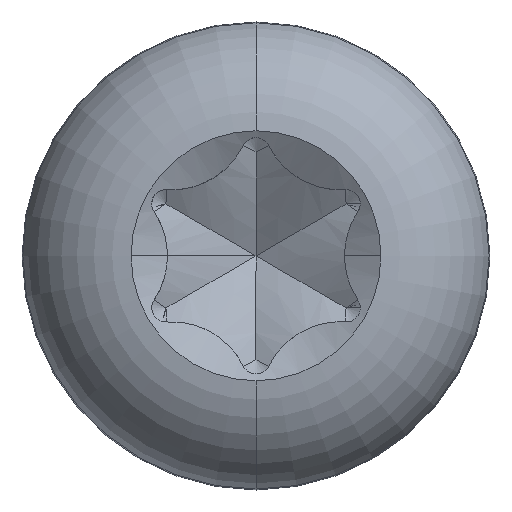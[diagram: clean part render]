
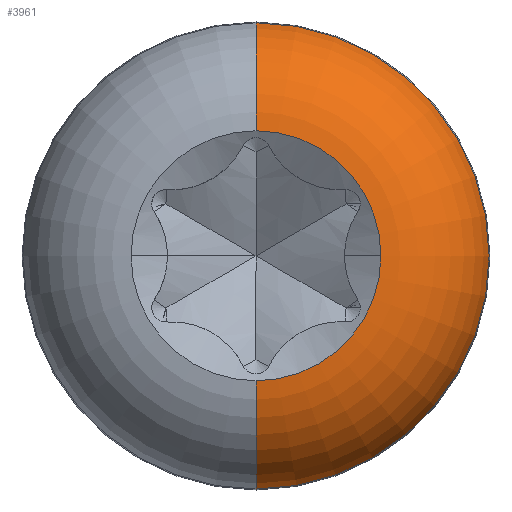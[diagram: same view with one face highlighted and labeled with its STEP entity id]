
A CAD part, top view. The second image highlights one B-rep face of the part: STEP entity #3961.
In plain terms, the highlighted toroidal (fillet/blend) face has major radius 1.415 mm and minor radius 1.407 mm.
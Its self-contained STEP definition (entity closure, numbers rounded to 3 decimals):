
#68 = AXIS2_PLACEMENT_3D ( 'NONE', #710, #2878, #365 ) ;
#150 = ORIENTED_EDGE ( 'NONE', *, *, #254, .T. ) ;
#254 = EDGE_CURVE ( 'NONE', #4494, #341, #1256, .T. ) ;
#336 = CARTESIAN_POINT ( 'NONE',  ( 0., 1.415, 6.993 ) ) ;
#341 = VERTEX_POINT ( 'NONE', #1165 ) ;
#365 = DIRECTION ( 'NONE',  ( 0., 0., 1. ) ) ;
#439 = CARTESIAN_POINT ( 'NONE',  ( 0., 0., 7.292 ) ) ;
#451 = CARTESIAN_POINT ( 'NONE',  ( 0., -1.496, 8.398 ) ) ;
#495 = CIRCLE ( 'NONE', #1790, 1.496 ) ;
#551 = DIRECTION ( 'NONE',  ( 0., 0., 1. ) ) ;
#643 = TOROIDAL_SURFACE ( 'NONE', #4192, 1.415, 1.407 ) ;
#703 = CIRCLE ( 'NONE', #68, 1.407 ) ;
#710 = CARTESIAN_POINT ( 'NONE',  ( 0., -1.415, 6.993 ) ) ;
#795 = AXIS2_PLACEMENT_3D ( 'NONE', #3786, #551, #1994 ) ;
#797 = DIRECTION ( 'NONE',  ( 0., 0., 1. ) ) ;
#877 = EDGE_CURVE ( 'NONE', #4628, #1563, #3794, .T. ) ;
#1165 = CARTESIAN_POINT ( 'NONE',  ( 0., 2.79, 7.292 ) ) ;
#1196 = ORIENTED_EDGE ( 'NONE', *, *, #4541, .T. ) ;
#1256 = CIRCLE ( 'NONE', #1741, 2.79 ) ;
#1480 = DIRECTION ( 'NONE',  ( 0., 1., 0. ) ) ;
#1550 = CIRCLE ( 'NONE', #4385, 1.407 ) ;
#1563 = VERTEX_POINT ( 'NONE', #1715 ) ;
#1675 = ORIENTED_EDGE ( 'NONE', *, *, #4173, .F. ) ;
#1715 = CARTESIAN_POINT ( 'NONE',  ( 0., 1.496, 8.398 ) ) ;
#1741 = AXIS2_PLACEMENT_3D ( 'NONE', #439, #797, #4009 ) ;
#1790 = AXIS2_PLACEMENT_3D ( 'NONE', #2787, #2404, #3891 ) ;
#1994 = DIRECTION ( 'NONE',  ( -1., 0., 0. ) ) ;
#2384 = DIRECTION ( 'NONE',  ( 0., 0., 1. ) ) ;
#2391 = CARTESIAN_POINT ( 'NONE',  ( 0., 0., 6.993 ) ) ;
#2404 = DIRECTION ( 'NONE',  ( 0., 0., 1. ) ) ;
#2462 = ORIENTED_EDGE ( 'NONE', *, *, #877, .F. ) ;
#2551 = EDGE_LOOP ( 'NONE', ( #150, #1196, #2462, #3505, #1675 ) ) ;
#2558 = CARTESIAN_POINT ( 'NONE',  ( 1.496, 0., 8.398 ) ) ;
#2593 = DIRECTION ( 'NONE',  ( 1., 0., 0. ) ) ;
#2787 = CARTESIAN_POINT ( 'NONE',  ( 0., 0., 8.398 ) ) ;
#2878 = DIRECTION ( 'NONE',  ( -1., 0., 0. ) ) ;
#3090 = DIRECTION ( 'NONE',  ( 0., -1., 0. ) ) ;
#3505 = ORIENTED_EDGE ( 'NONE', *, *, #4089, .F. ) ;
#3786 = CARTESIAN_POINT ( 'NONE',  ( 0., 0., 8.398 ) ) ;
#3794 = CIRCLE ( 'NONE', #795, 1.496 ) ;
#3891 = DIRECTION ( 'NONE',  ( -1., 0., 0. ) ) ;
#3944 = CARTESIAN_POINT ( 'NONE',  ( 0., -2.79, 7.292 ) ) ;
#3961 = ADVANCED_FACE ( 'NONE', ( #4577 ), #643, .T. ) ;
#4009 = DIRECTION ( 'NONE',  ( 0., -1., 0. ) ) ;
#4089 = EDGE_CURVE ( 'NONE', #4333, #4628, #495, .T. ) ;
#4173 = EDGE_CURVE ( 'NONE', #4494, #4333, #703, .T. ) ;
#4192 = AXIS2_PLACEMENT_3D ( 'NONE', #2391, #2384, #3090 ) ;
#4333 = VERTEX_POINT ( 'NONE', #451 ) ;
#4385 = AXIS2_PLACEMENT_3D ( 'NONE', #336, #2593, #1480 ) ;
#4494 = VERTEX_POINT ( 'NONE', #3944 ) ;
#4541 = EDGE_CURVE ( 'NONE', #341, #1563, #1550, .T. ) ;
#4577 = FACE_OUTER_BOUND ( 'NONE', #2551, .T. ) ;
#4628 = VERTEX_POINT ( 'NONE', #2558 ) ;
